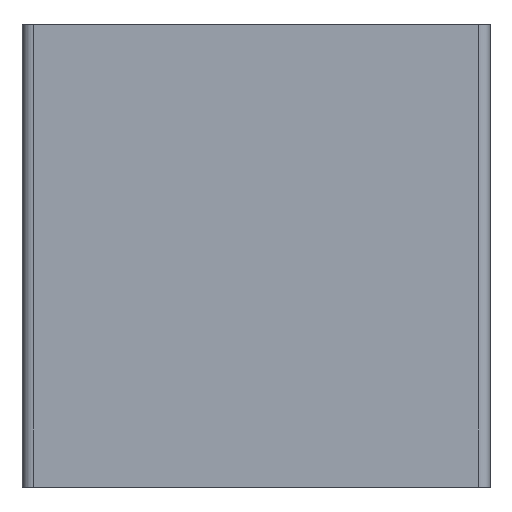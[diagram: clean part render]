
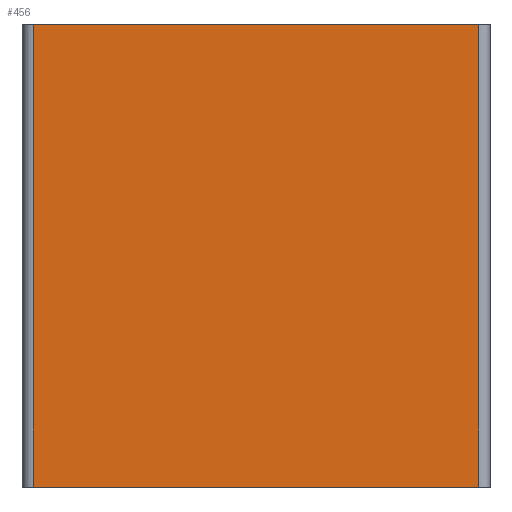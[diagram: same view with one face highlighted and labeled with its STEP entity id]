
A CAD part, top view. The second image highlights one B-rep face of the part: STEP entity #456.
In plain terms, the highlighted planar face has unit normal (0, 0, 1).
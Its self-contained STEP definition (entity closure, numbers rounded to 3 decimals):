
#168 = VERTEX_POINT('',#169);
#169 = CARTESIAN_POINT('',(79.,81.505,54.));
#366 = VERTEX_POINT('',#367);
#367 = CARTESIAN_POINT('',(79.,-82.5,54.));
#374 = EDGE_CURVE('',#168,#366,#375,.T.);
#375 = LINE('',#376,#377);
#376 = CARTESIAN_POINT('',(79.,81.505,54.));
#377 = VECTOR('',#378,1.);
#378 = DIRECTION('',(0.,-1.,0.));
#391 = VERTEX_POINT('',#392);
#392 = CARTESIAN_POINT('',(-79.,81.505,54.));
#398 = EDGE_CURVE('',#391,#168,#399,.T.);
#399 = LINE('',#400,#401);
#400 = CARTESIAN_POINT('',(-79.,81.505,54.));
#401 = VECTOR('',#402,1.);
#402 = DIRECTION('',(1.,0.,0.));
#456 = ADVANCED_FACE('',(#457),#475,.T.);
#457 = FACE_BOUND('',#458,.F.);
#458 = EDGE_LOOP('',(#459,#460,#461,#469));
#459 = ORIENTED_EDGE('',*,*,#398,.T.);
#460 = ORIENTED_EDGE('',*,*,#374,.T.);
#461 = ORIENTED_EDGE('',*,*,#462,.T.);
#462 = EDGE_CURVE('',#366,#463,#465,.T.);
#463 = VERTEX_POINT('',#464);
#464 = CARTESIAN_POINT('',(-79.,-82.5,54.));
#465 = LINE('',#466,#467);
#466 = CARTESIAN_POINT('',(79.,-82.5,54.));
#467 = VECTOR('',#468,1.);
#468 = DIRECTION('',(-1.,0.,0.));
#469 = ORIENTED_EDGE('',*,*,#470,.T.);
#470 = EDGE_CURVE('',#463,#391,#471,.T.);
#471 = LINE('',#472,#473);
#472 = CARTESIAN_POINT('',(-79.,-82.5,54.));
#473 = VECTOR('',#474,1.);
#474 = DIRECTION('',(0.,1.,0.));
#475 = PLANE('',#476);
#476 = AXIS2_PLACEMENT_3D('',#477,#478,#479);
#477 = CARTESIAN_POINT('',(0.,-0.498,54.));
#478 = DIRECTION('',(0.,0.,1.));
#479 = DIRECTION('',(1.,0.,0.));
